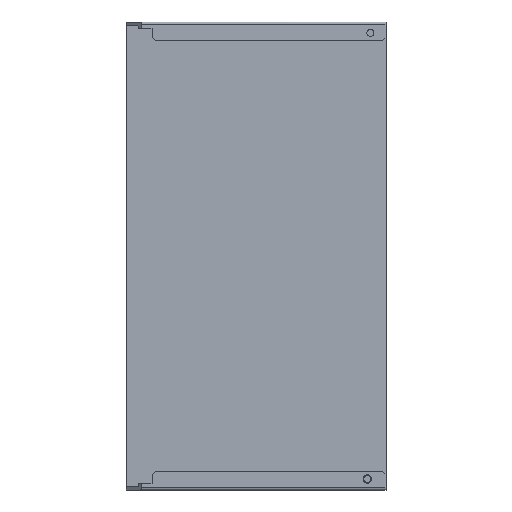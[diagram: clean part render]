
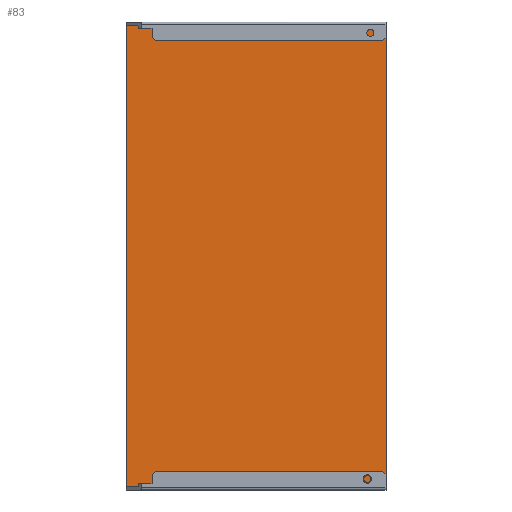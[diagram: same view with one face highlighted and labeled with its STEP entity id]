
A CAD part, front view. The second image highlights one B-rep face of the part: STEP entity #83.
In plain terms, the highlighted planar face has unit normal (0, -1, 0).
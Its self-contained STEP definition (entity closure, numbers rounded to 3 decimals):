
#51=FACE_OUTER_BOUND('',#379,.T.);
#83=ADVANCED_FACE('',(#51),#123,.T.);
#123=PLANE('',#862);
#146=LINE('',#1125,#240);
#151=LINE('',#1135,#245);
#160=LINE('',#1156,#254);
#167=LINE('',#1172,#261);
#174=LINE('',#1190,#268);
#179=LINE('',#1200,#273);
#192=LINE('',#1228,#286);
#206=LINE('',#1257,#300);
#207=LINE('',#1258,#301);
#208=LINE('',#1259,#302);
#209=LINE('',#1260,#303);
#210=LINE('',#1261,#304);
#240=VECTOR('',#911,1.);
#245=VECTOR('',#916,1.);
#254=VECTOR('',#929,1.);
#261=VECTOR('',#940,1.);
#268=VECTOR('',#951,1.);
#273=VECTOR('',#956,1.);
#286=VECTOR('',#977,1.);
#300=VECTOR('',#999,1.);
#301=VECTOR('',#1000,1.);
#302=VECTOR('',#1001,1.);
#303=VECTOR('',#1002,1.);
#304=VECTOR('',#1003,1.);
#379=EDGE_LOOP('',(#492,#493,#494,#495,#496,#497,#498,#499,#500,#501,#502,
#503));
#492=ORIENTED_EDGE('',*,*,#723,.F.);
#493=ORIENTED_EDGE('',*,*,#788,.T.);
#494=ORIENTED_EDGE('',*,*,#746,.T.);
#495=ORIENTED_EDGE('',*,*,#789,.F.);
#496=ORIENTED_EDGE('',*,*,#728,.F.);
#497=ORIENTED_EDGE('',*,*,#790,.T.);
#498=ORIENTED_EDGE('',*,*,#754,.T.);
#499=ORIENTED_EDGE('',*,*,#791,.F.);
#500=ORIENTED_EDGE('',*,*,#738,.T.);
#501=ORIENTED_EDGE('',*,*,#792,.T.);
#502=ORIENTED_EDGE('',*,*,#759,.T.);
#503=ORIENTED_EDGE('',*,*,#773,.F.);
#645=VERTEX_POINT('',#1124);
#646=VERTEX_POINT('',#1126);
#650=VERTEX_POINT('',#1134);
#651=VERTEX_POINT('',#1136);
#660=VERTEX_POINT('',#1155);
#661=VERTEX_POINT('',#1157);
#668=VERTEX_POINT('',#1173);
#669=VERTEX_POINT('',#1174);
#674=VERTEX_POINT('',#1185);
#676=VERTEX_POINT('',#1189);
#677=VERTEX_POINT('',#1191);
#681=VERTEX_POINT('',#1199);
#723=EDGE_CURVE('',#645,#646,#146,.T.);
#728=EDGE_CURVE('',#650,#651,#151,.T.);
#738=EDGE_CURVE('',#661,#660,#160,.T.);
#746=EDGE_CURVE('',#668,#669,#167,.T.);
#754=EDGE_CURVE('',#677,#676,#174,.T.);
#759=EDGE_CURVE('',#674,#681,#179,.T.);
#773=EDGE_CURVE('',#646,#681,#192,.T.);
#788=EDGE_CURVE('',#645,#668,#206,.T.);
#789=EDGE_CURVE('',#651,#669,#207,.T.);
#790=EDGE_CURVE('',#650,#677,#208,.T.);
#791=EDGE_CURVE('',#661,#676,#209,.T.);
#792=EDGE_CURVE('',#660,#674,#210,.T.);
#862=AXIS2_PLACEMENT_3D('',#1262,#1004,#1005);
#911=DIRECTION('',(-1.,0.,0.));
#916=DIRECTION('',(-1.,0.,0.));
#929=DIRECTION('',(-1.,0.,0.));
#940=DIRECTION('',(1.,0.,0.));
#951=DIRECTION('',(-1.,0.,0.));
#956=DIRECTION('',(-1.,0.,0.));
#977=DIRECTION('',(0.,0.,1.));
#999=DIRECTION('',(0.,0.,-1.));
#1000=DIRECTION('',(0.,0.,-1.));
#1001=DIRECTION('',(0.,0.,1.));
#1002=DIRECTION('',(0.,0.,-1.));
#1003=DIRECTION('',(0.,0.,-1.));
#1004=DIRECTION('',(0.,-1.,0.));
#1005=DIRECTION('',(0.,0.,1.));
#1124=CARTESIAN_POINT('',(50.,0.,3.));
#1125=CARTESIAN_POINT('',(125.,0.,3.));
#1126=CARTESIAN_POINT('',(0.,0.,3.));
#1134=CARTESIAN_POINT('',(250.,0.,3.));
#1135=CARTESIAN_POINT('',(125.,0.,3.));
#1136=CARTESIAN_POINT('',(200.,0.,3.));
#1155=CARTESIAN_POINT('',(50.,0.,450.));
#1156=CARTESIAN_POINT('',(125.,0.,450.));
#1157=CARTESIAN_POINT('',(200.,0.,450.));
#1172=CARTESIAN_POINT('',(200.,0.,0.));
#1173=CARTESIAN_POINT('',(50.,0.,0.));
#1174=CARTESIAN_POINT('',(200.,0.,0.));
#1185=CARTESIAN_POINT('',(50.,0.,447.));
#1189=CARTESIAN_POINT('',(200.,0.,447.));
#1190=CARTESIAN_POINT('',(125.,0.,447.));
#1191=CARTESIAN_POINT('',(250.,0.,447.));
#1199=CARTESIAN_POINT('',(0.,0.,447.));
#1200=CARTESIAN_POINT('',(125.,0.,447.));
#1228=CARTESIAN_POINT('',(0.,0.,0.));
#1257=CARTESIAN_POINT('',(50.,0.,495.));
#1258=CARTESIAN_POINT('',(200.,0.,495.));
#1259=CARTESIAN_POINT('',(250.,0.,0.));
#1260=CARTESIAN_POINT('',(200.,0.,495.));
#1261=CARTESIAN_POINT('',(50.,0.,495.));
#1262=CARTESIAN_POINT('',(125.,0.,0.));
